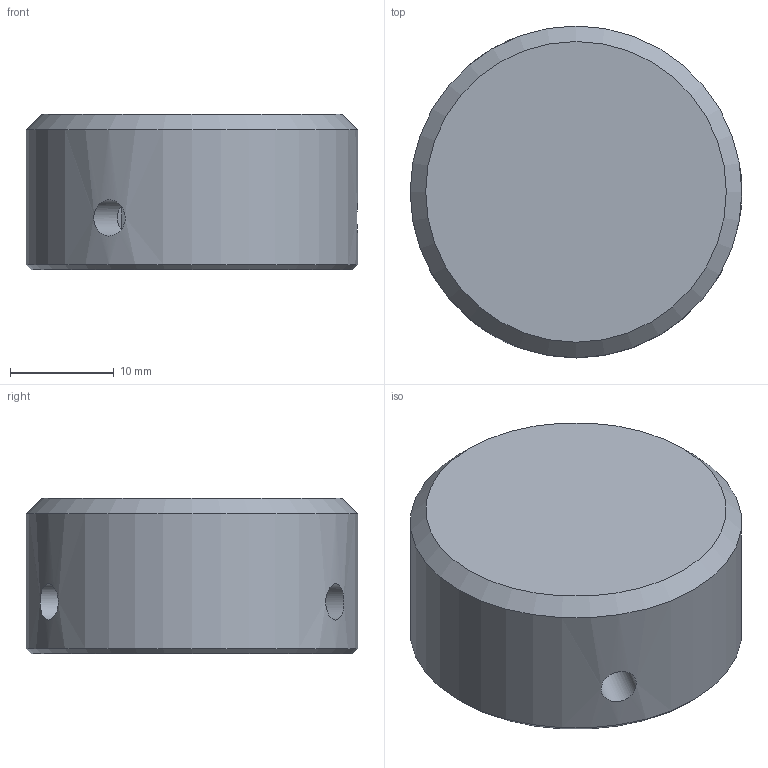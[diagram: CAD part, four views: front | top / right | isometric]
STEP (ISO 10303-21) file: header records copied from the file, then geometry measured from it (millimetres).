
FILE_DESCRIPTION(/* description */ ('Alibre Inc.'),/* implementation_level */ '2;1');
FILE_NAME(/* name */ 'export0',/* time_stamp */ '2015-07-11T14:24:38+12:00',/* author */ (''),/* organization */ (''),/* preprocessor_version */ 'ST-DEVELOPER v14',/* originating_system */ 'Alibre',/* authorisation */ '');
FILE_SCHEMA (('CONFIG_CONTROL_DESIGN'));
Length unit declared in the file: centimetre
Products named in the file (1): ID_1
Bounding box: 32 x 32 x 15 mm (x, y, z)
Volume: 11020.4 mm3; surface area: 3788.3 mm2
Topology: 1 solids, 1 shells, 44 faces, 107 edges, 68 vertices
Faces by surface type: plane 33, cylinder 8, cone 3
Full cylindrical faces by diameter (mm): 3.5 x6, 5.2 x1, 32 x1
Entity records: 1388 total; most frequent: CARTESIAN_POINT 388, ORIENTED_EDGE 176, DIRECTION 144, EDGE_CURVE 88, EDGE_LOOP 71, FACE_BOUND 71, VECTOR 69, LINE 69
